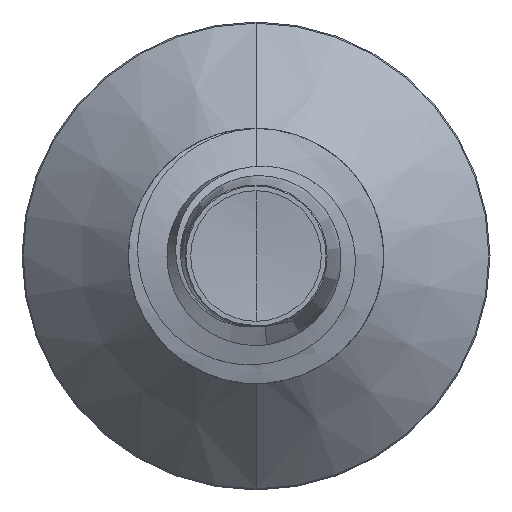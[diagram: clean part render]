
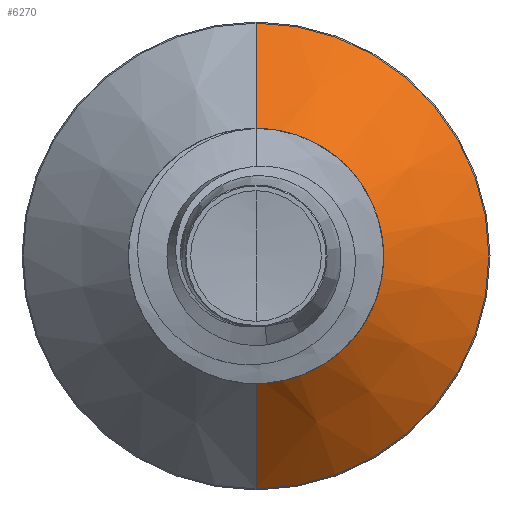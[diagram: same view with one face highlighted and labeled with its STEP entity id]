
A CAD part, front view. The second image highlights one B-rep face of the part: STEP entity #6270.
In plain terms, the highlighted conical face has half-angle 45 degrees and reference radius 1.414 mm.
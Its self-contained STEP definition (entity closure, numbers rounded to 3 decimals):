
#226 = EDGE_CURVE ( 'NONE', #13976, #12473, #7187, .T. ) ;
#617 = EDGE_CURVE ( 'NONE', #12096, #13058, #17044, .T. ) ;
#749 = EDGE_CURVE ( 'NONE', #13976, #12096, #14560, .T. ) ;
#1627 = EDGE_LOOP ( 'NONE', ( #12643, #16498, #1836, #11726 ) ) ;
#1836 = ORIENTED_EDGE ( 'NONE', *, *, #617, .F. ) ;
#2355 = EDGE_CURVE ( 'NONE', #12473, #13058, #8865, .T. ) ;
#3956 = AXIS2_PLACEMENT_3D ( 'NONE', #10462, #10229, #10265 ) ;
#6270 = ADVANCED_FACE ( 'NONE', ( #9761 ), #17022, .T. ) ;
#6389 = CARTESIAN_POINT ( 'NONE',  ( 0., 8.114, -1.414 ) ) ;
#6417 = DIRECTION ( 'NONE',  ( 0., 0.707, -0.707 ) ) ;
#7187 = CIRCLE ( 'NONE', #15713, 1.414 ) ;
#8766 = DIRECTION ( 'NONE',  ( 0., 0., 1. ) ) ;
#8865 = LINE ( 'NONE', #6389, #16862 ) ;
#8883 = DIRECTION ( 'NONE',  ( 0., 1., 0. ) ) ;
#9761 = FACE_OUTER_BOUND ( 'NONE', #1627, .T. ) ;
#9782 = CARTESIAN_POINT ( 'NONE',  ( 0., 8.114, 0. ) ) ;
#10229 = DIRECTION ( 'NONE',  ( 0., 1., 0. ) ) ;
#10265 = DIRECTION ( 'NONE',  ( 0., 0., 1. ) ) ;
#10462 = CARTESIAN_POINT ( 'NONE',  ( 0., 8.114, 0. ) ) ;
#11726 = ORIENTED_EDGE ( 'NONE', *, *, #749, .F. ) ;
#12096 = VERTEX_POINT ( 'NONE', #16807 ) ;
#12473 = VERTEX_POINT ( 'NONE', #16488 ) ;
#12643 = ORIENTED_EDGE ( 'NONE', *, *, #226, .T. ) ;
#13058 = VERTEX_POINT ( 'NONE', #16145 ) ;
#13976 = VERTEX_POINT ( 'NONE', #15327 ) ;
#14352 = AXIS2_PLACEMENT_3D ( 'NONE', #15928, #15926, #15916 ) ;
#14560 = LINE ( 'NONE', #15563, #16239 ) ;
#15327 = CARTESIAN_POINT ( 'NONE',  ( 0., 8.114, 1.414 ) ) ;
#15532 = DIRECTION ( 'NONE',  ( 0., 0.707, 0.707 ) ) ;
#15563 = CARTESIAN_POINT ( 'NONE',  ( 0., 8.114, 1.414 ) ) ;
#15713 = AXIS2_PLACEMENT_3D ( 'NONE', #9782, #8883, #8766 ) ;
#15916 = DIRECTION ( 'NONE',  ( 0., 0., 1. ) ) ;
#15926 = DIRECTION ( 'NONE',  ( 0., 1., 0. ) ) ;
#15928 = CARTESIAN_POINT ( 'NONE',  ( 0., 9.437, 0. ) ) ;
#16145 = CARTESIAN_POINT ( 'NONE',  ( 0., 9.437, -2.737 ) ) ;
#16239 = VECTOR ( 'NONE', #15532, 1000. ) ;
#16488 = CARTESIAN_POINT ( 'NONE',  ( 0., 8.114, -1.414 ) ) ;
#16498 = ORIENTED_EDGE ( 'NONE', *, *, #2355, .T. ) ;
#16807 = CARTESIAN_POINT ( 'NONE',  ( 0., 9.437, 2.737 ) ) ;
#16862 = VECTOR ( 'NONE', #6417, 1000. ) ;
#17022 = CONICAL_SURFACE ( 'NONE', #3956, 1.414, 0.785 ) ;
#17044 = CIRCLE ( 'NONE', #14352, 2.737 ) ;
